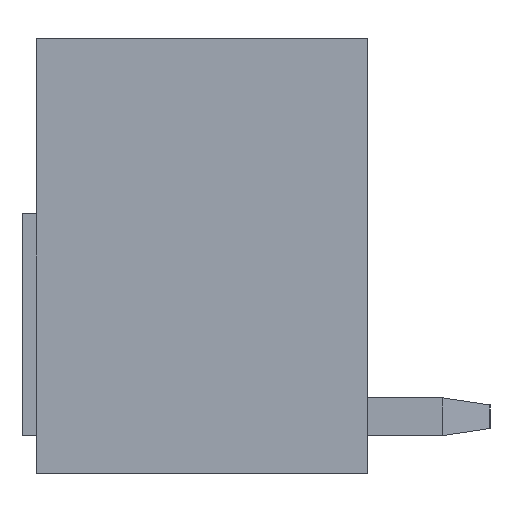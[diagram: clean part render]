
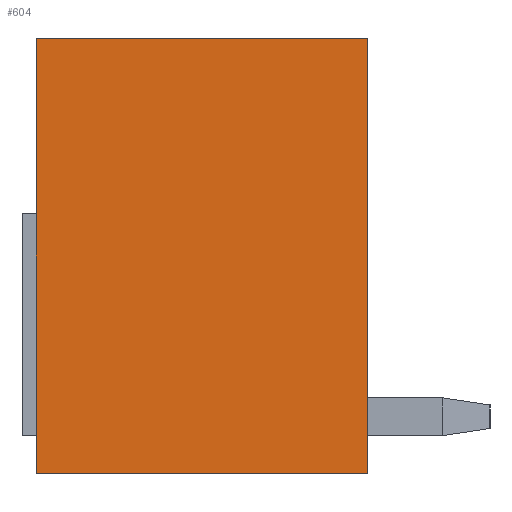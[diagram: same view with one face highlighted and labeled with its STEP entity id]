
A CAD part, left-side view. The second image highlights one B-rep face of the part: STEP entity #604.
In plain terms, the highlighted planar face has unit normal (-1, 0, 0).
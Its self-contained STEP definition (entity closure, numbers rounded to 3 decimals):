
#604 = ADVANCED_FACE( '', ( #1363 ), #1364, .T. );
#1363 = FACE_OUTER_BOUND( '', #2348, .T. );
#1364 = PLANE( '', #2349 );
#2348 = EDGE_LOOP( '', ( #3868, #3869, #3870, #3871 ) );
#2349 = AXIS2_PLACEMENT_3D( '', #3872, #3873, #3874 );
#3868 = ORIENTED_EDGE( '', *, *, #5850, .F. );
#3869 = ORIENTED_EDGE( '', *, *, #6219, .F. );
#3870 = ORIENTED_EDGE( '', *, *, #6220, .T. );
#3871 = ORIENTED_EDGE( '', *, *, #6221, .T. );
#3872 = CARTESIAN_POINT( '', ( 0., 7., 9.2 ) );
#3873 = DIRECTION( '', ( -1., 0., 0. ) );
#3874 = DIRECTION( '', ( 0., 0., 1. ) );
#5850 = EDGE_CURVE( '', #7019, #7021, #7022, .T. );
#6219 = EDGE_CURVE( '', #7626, #7019, #7627, .T. );
#6220 = EDGE_CURVE( '', #7626, #7628, #7629, .T. );
#6221 = EDGE_CURVE( '', #7628, #7021, #7630, .T. );
#7019 = VERTEX_POINT( '', #8683 );
#7021 = VERTEX_POINT( '', #8686 );
#7022 = LINE( '', #8687, #8688 );
#7626 = VERTEX_POINT( '', #9542 );
#7627 = LINE( '', #9543, #9544 );
#7628 = VERTEX_POINT( '', #9545 );
#7629 = LINE( '', #9546, #9547 );
#7630 = LINE( '', #9548, #9549 );
#8683 = CARTESIAN_POINT( '', ( 0., 0., 9.2 ) );
#8686 = CARTESIAN_POINT( '', ( 0., 0., 0. ) );
#8687 = CARTESIAN_POINT( '', ( 0., 0., 9.2 ) );
#8688 = VECTOR( '', #10749, 1000. );
#9542 = CARTESIAN_POINT( '', ( 0., 7., 9.2 ) );
#9543 = CARTESIAN_POINT( '', ( 0., 7., 9.2 ) );
#9544 = VECTOR( '', #11114, 1000. );
#9545 = CARTESIAN_POINT( '', ( 0., 7., 0. ) );
#9546 = CARTESIAN_POINT( '', ( 0., 7., 9.2 ) );
#9547 = VECTOR( '', #11115, 1000. );
#9548 = CARTESIAN_POINT( '', ( 0., 7., 0. ) );
#9549 = VECTOR( '', #11116, 1000. );
#10749 = DIRECTION( '', ( 0., 0., -1. ) );
#11114 = DIRECTION( '', ( 0., -1., 0. ) );
#11115 = DIRECTION( '', ( 0., 0., -1. ) );
#11116 = DIRECTION( '', ( 0., -1., 0. ) );
